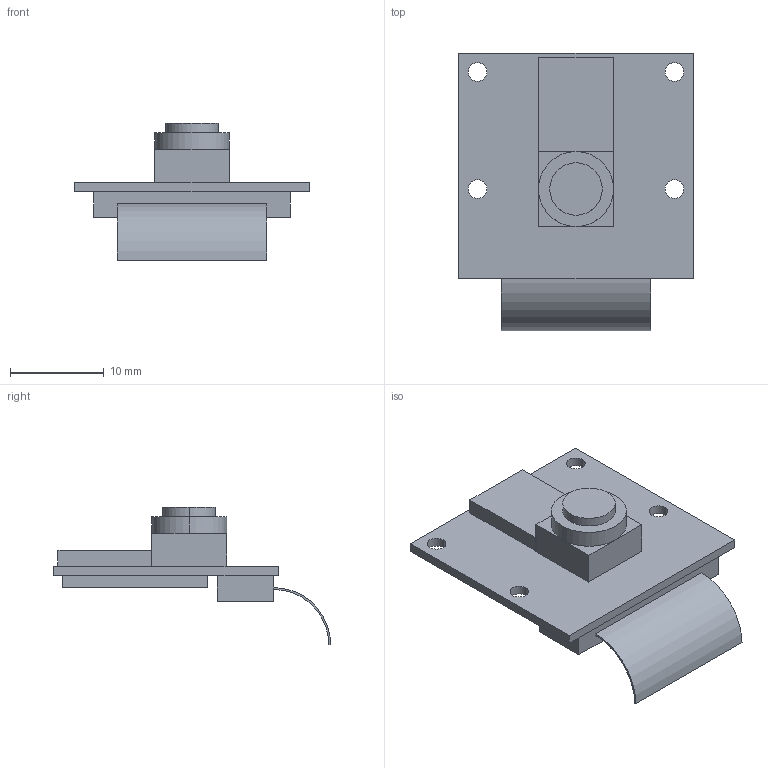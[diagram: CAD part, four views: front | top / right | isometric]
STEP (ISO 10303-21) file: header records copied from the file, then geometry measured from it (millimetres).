
FILE_DESCRIPTION((''),'2;1');
FILE_NAME('PI_CAMERA','2013-10-17T',('WhatEver'),(''),'PRO/ENGINEER BY PARAMETRIC TECHNOLOGY CORPORATION, 2012130','PRO/ENGINEER BY PARAMETRIC TECHNOLOGY CORPORATION, 2012130','');
FILE_SCHEMA(('CONFIG_CONTROL_DESIGN'));
Length unit declared in the file: millimetre
Products named in the file (1): PI_CAMERA
Bounding box: 25 x 29.6 x 14.68 mm (x, y, z)
Volume: 1760.1 mm3; surface area: 2042.6 mm2
Topology: 1 solids, 1 shells, 47 faces, 114 edges, 74 vertices
Faces by surface type: plane 33, cylinder 14
Entity records: 1424 total; most frequent: DIRECTION 238, CARTESIAN_POINT 235, ORIENTED_EDGE 228, EDGE_CURVE 114, VECTOR 84, LINE 84, AXIS2_PLACEMENT_3D 77, VERTEX_POINT 74
